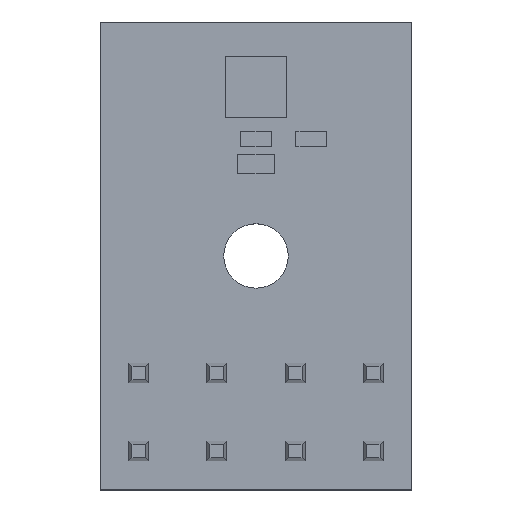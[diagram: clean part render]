
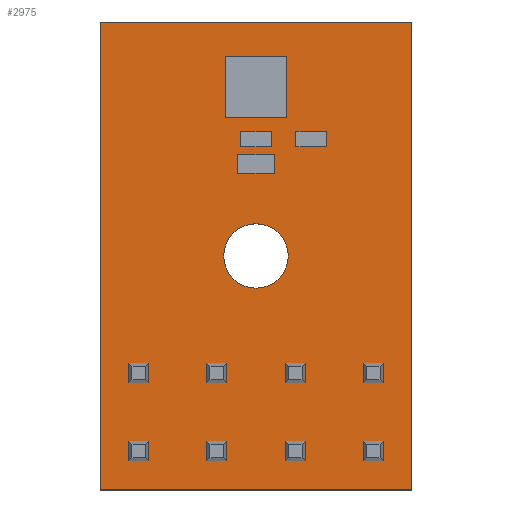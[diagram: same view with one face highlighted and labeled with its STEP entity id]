
A CAD part, top view. The second image highlights one B-rep face of the part: STEP entity #2975.
In plain terms, the highlighted planar face has unit normal (0, 0, 1).
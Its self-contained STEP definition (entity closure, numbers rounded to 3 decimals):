
#15=FACE_BOUND('',#233,.T.);
#16=FACE_BOUND('',#234,.T.);
#17=FACE_BOUND('',#235,.T.);
#18=FACE_BOUND('',#236,.T.);
#19=FACE_BOUND('',#237,.T.);
#37=CIRCLE('',#3153,1.05);
#65=FACE_OUTER_BOUND('',#232,.T.);
#232=EDGE_LOOP('',(#1937,#1938,#1939,#1940));
#233=EDGE_LOOP('',(#1941,#1942,#1943,#1944));
#234=EDGE_LOOP('',(#1945,#1946,#1947,#1948));
#235=EDGE_LOOP('',(#1949,#1950,#1951,#1952));
#236=EDGE_LOOP('',(#1953,#1954,#1955,#1956));
#237=EDGE_LOOP('',(#1957));
#396=LINE('',#4040,#791);
#400=LINE('',#4048,#795);
#403=LINE('',#4054,#798);
#406=LINE('',#4059,#801);
#408=LINE('',#4065,#803);
#412=LINE('',#4073,#807);
#415=LINE('',#4079,#810);
#418=LINE('',#4084,#813);
#420=LINE('',#4090,#815);
#424=LINE('',#4098,#819);
#427=LINE('',#4104,#822);
#430=LINE('',#4109,#825);
#432=LINE('',#4115,#827);
#436=LINE('',#4123,#831);
#439=LINE('',#4129,#834);
#442=LINE('',#4134,#837);
#447=LINE('',#4150,#842);
#450=LINE('',#4156,#845);
#453=LINE('',#4162,#848);
#456=LINE('',#4166,#851);
#791=VECTOR('',#3305,10.);
#795=VECTOR('',#3311,10.);
#798=VECTOR('',#3316,10.);
#801=VECTOR('',#3321,10.);
#803=VECTOR('',#3327,10.);
#807=VECTOR('',#3333,10.);
#810=VECTOR('',#3338,10.);
#813=VECTOR('',#3343,10.);
#815=VECTOR('',#3349,10.);
#819=VECTOR('',#3355,10.);
#822=VECTOR('',#3360,10.);
#825=VECTOR('',#3365,10.);
#827=VECTOR('',#3371,10.);
#831=VECTOR('',#3377,10.);
#834=VECTOR('',#3382,10.);
#837=VECTOR('',#3387,10.);
#842=VECTOR('',#3402,10.);
#845=VECTOR('',#3407,10.);
#848=VECTOR('',#3412,10.);
#851=VECTOR('',#3417,10.);
#1186=VERTEX_POINT('',#4038);
#1187=VERTEX_POINT('',#4039);
#1190=VERTEX_POINT('',#4047);
#1192=VERTEX_POINT('',#4053);
#1194=VERTEX_POINT('',#4063);
#1195=VERTEX_POINT('',#4064);
#1198=VERTEX_POINT('',#4072);
#1200=VERTEX_POINT('',#4078);
#1202=VERTEX_POINT('',#4088);
#1203=VERTEX_POINT('',#4089);
#1206=VERTEX_POINT('',#4097);
#1208=VERTEX_POINT('',#4103);
#1210=VERTEX_POINT('',#4113);
#1211=VERTEX_POINT('',#4114);
#1214=VERTEX_POINT('',#4122);
#1216=VERTEX_POINT('',#4128);
#1218=VERTEX_POINT('',#4138);
#1222=VERTEX_POINT('',#4147);
#1223=VERTEX_POINT('',#4149);
#1225=VERTEX_POINT('',#4155);
#1227=VERTEX_POINT('',#4161);
#1440=EDGE_CURVE('',#1186,#1187,#396,.T.);
#1444=EDGE_CURVE('',#1187,#1190,#400,.T.);
#1447=EDGE_CURVE('',#1190,#1192,#403,.T.);
#1450=EDGE_CURVE('',#1192,#1186,#406,.T.);
#1452=EDGE_CURVE('',#1194,#1195,#408,.T.);
#1456=EDGE_CURVE('',#1195,#1198,#412,.T.);
#1459=EDGE_CURVE('',#1198,#1200,#415,.T.);
#1462=EDGE_CURVE('',#1200,#1194,#418,.T.);
#1464=EDGE_CURVE('',#1202,#1203,#420,.T.);
#1468=EDGE_CURVE('',#1203,#1206,#424,.T.);
#1471=EDGE_CURVE('',#1206,#1208,#427,.T.);
#1474=EDGE_CURVE('',#1208,#1202,#430,.T.);
#1476=EDGE_CURVE('',#1210,#1211,#432,.T.);
#1480=EDGE_CURVE('',#1211,#1214,#436,.T.);
#1483=EDGE_CURVE('',#1214,#1216,#439,.T.);
#1486=EDGE_CURVE('',#1216,#1210,#442,.T.);
#1488=EDGE_CURVE('',#1218,#1218,#37,.T.);
#1493=EDGE_CURVE('',#1223,#1222,#447,.T.);
#1496=EDGE_CURVE('',#1225,#1223,#450,.T.);
#1499=EDGE_CURVE('',#1227,#1225,#453,.T.);
#1502=EDGE_CURVE('',#1222,#1227,#456,.T.);
#1937=ORIENTED_EDGE('',*,*,#1502,.T.);
#1938=ORIENTED_EDGE('',*,*,#1499,.T.);
#1939=ORIENTED_EDGE('',*,*,#1496,.T.);
#1940=ORIENTED_EDGE('',*,*,#1493,.T.);
#1941=ORIENTED_EDGE('',*,*,#1440,.T.);
#1942=ORIENTED_EDGE('',*,*,#1444,.T.);
#1943=ORIENTED_EDGE('',*,*,#1447,.T.);
#1944=ORIENTED_EDGE('',*,*,#1450,.T.);
#1945=ORIENTED_EDGE('',*,*,#1452,.T.);
#1946=ORIENTED_EDGE('',*,*,#1456,.T.);
#1947=ORIENTED_EDGE('',*,*,#1459,.T.);
#1948=ORIENTED_EDGE('',*,*,#1462,.T.);
#1949=ORIENTED_EDGE('',*,*,#1464,.T.);
#1950=ORIENTED_EDGE('',*,*,#1468,.T.);
#1951=ORIENTED_EDGE('',*,*,#1471,.T.);
#1952=ORIENTED_EDGE('',*,*,#1474,.T.);
#1953=ORIENTED_EDGE('',*,*,#1476,.T.);
#1954=ORIENTED_EDGE('',*,*,#1480,.T.);
#1955=ORIENTED_EDGE('',*,*,#1483,.T.);
#1956=ORIENTED_EDGE('',*,*,#1486,.T.);
#1957=ORIENTED_EDGE('',*,*,#1488,.T.);
#2655=PLANE('',#3159);
#2975=ADVANCED_FACE('',(#65,#15,#16,#17,#18,#19),#2655,.T.);
#3153=AXIS2_PLACEMENT_3D('',#4139,#3393,#3394);
#3159=AXIS2_PLACEMENT_3D('',#4167,#3418,#3419);
#3305=DIRECTION('',(0.,-1.,0.));
#3311=DIRECTION('',(-1.,0.,0.));
#3316=DIRECTION('',(0.,1.,0.));
#3321=DIRECTION('',(1.,0.,0.));
#3327=DIRECTION('',(0.,-1.,0.));
#3333=DIRECTION('',(-1.,0.,0.));
#3338=DIRECTION('',(0.,1.,0.));
#3343=DIRECTION('',(1.,0.,0.));
#3349=DIRECTION('',(0.,-1.,0.));
#3355=DIRECTION('',(-1.,0.,0.));
#3360=DIRECTION('',(0.,1.,0.));
#3365=DIRECTION('',(1.,0.,0.));
#3371=DIRECTION('',(0.,-1.,0.));
#3377=DIRECTION('',(-1.,0.,0.));
#3382=DIRECTION('',(0.,1.,0.));
#3387=DIRECTION('',(1.,0.,0.));
#3393=DIRECTION('center_axis',(0.,0.,-1.));
#3394=DIRECTION('ref_axis',(-1.,0.,0.));
#3402=DIRECTION('',(0.,1.,0.));
#3407=DIRECTION('',(1.,0.,0.));
#3412=DIRECTION('',(0.,-1.,0.));
#3417=DIRECTION('',(-1.,0.,0.));
#3418=DIRECTION('center_axis',(0.,0.,1.));
#3419=DIRECTION('ref_axis',(1.,0.,0.));
#4038=CARTESIAN_POINT('',(0.6,3.3,1.6));
#4039=CARTESIAN_POINT('',(0.6,2.7,1.6));
#4040=CARTESIAN_POINT('',(0.6,1.35,1.6));
#4047=CARTESIAN_POINT('',(-0.6,2.7,1.6));
#4048=CARTESIAN_POINT('',(-0.3,2.7,1.6));
#4053=CARTESIAN_POINT('',(-0.6,3.3,1.6));
#4054=CARTESIAN_POINT('',(-0.6,1.65,1.6));
#4059=CARTESIAN_POINT('',(0.3,3.3,1.6));
#4063=CARTESIAN_POINT('',(2.3,4.05,1.6));
#4064=CARTESIAN_POINT('',(2.3,3.55,1.6));
#4065=CARTESIAN_POINT('',(2.3,1.775,1.6));
#4072=CARTESIAN_POINT('',(1.3,3.55,1.6));
#4073=CARTESIAN_POINT('',(0.65,3.55,1.6));
#4078=CARTESIAN_POINT('',(1.3,4.05,1.6));
#4079=CARTESIAN_POINT('',(1.3,2.025,1.6));
#4084=CARTESIAN_POINT('',(1.15,4.05,1.6));
#4088=CARTESIAN_POINT('',(0.5,4.05,1.6));
#4089=CARTESIAN_POINT('',(0.5,3.55,1.6));
#4090=CARTESIAN_POINT('',(0.5,1.775,1.6));
#4097=CARTESIAN_POINT('',(-0.5,3.55,1.6));
#4098=CARTESIAN_POINT('',(-0.25,3.55,1.6));
#4103=CARTESIAN_POINT('',(-0.5,4.05,1.6));
#4104=CARTESIAN_POINT('',(-0.5,2.025,1.6));
#4109=CARTESIAN_POINT('',(0.25,4.05,1.6));
#4113=CARTESIAN_POINT('',(1.,6.5,1.6));
#4114=CARTESIAN_POINT('',(1.,4.5,1.6));
#4115=CARTESIAN_POINT('',(1.,2.25,1.6));
#4122=CARTESIAN_POINT('',(-1.,4.5,1.6));
#4123=CARTESIAN_POINT('',(-0.5,4.5,1.6));
#4128=CARTESIAN_POINT('',(-1.,6.5,1.6));
#4129=CARTESIAN_POINT('',(-1.,3.25,1.6));
#4134=CARTESIAN_POINT('',(0.5,6.5,1.6));
#4138=CARTESIAN_POINT('',(1.05,0.,1.6));
#4139=CARTESIAN_POINT('Origin',(0.,0.,1.6));
#4147=CARTESIAN_POINT('',(5.08,7.62,1.6));
#4149=CARTESIAN_POINT('',(5.08,-7.62,1.6));
#4150=CARTESIAN_POINT('',(5.08,7.62,1.6));
#4155=CARTESIAN_POINT('',(-5.08,-7.62,1.6));
#4156=CARTESIAN_POINT('',(5.08,-7.62,1.6));
#4161=CARTESIAN_POINT('',(-5.08,7.62,1.6));
#4162=CARTESIAN_POINT('',(-5.08,-7.62,1.6));
#4166=CARTESIAN_POINT('',(-5.08,7.62,1.6));
#4167=CARTESIAN_POINT('Origin',(0.,0.,1.6));
